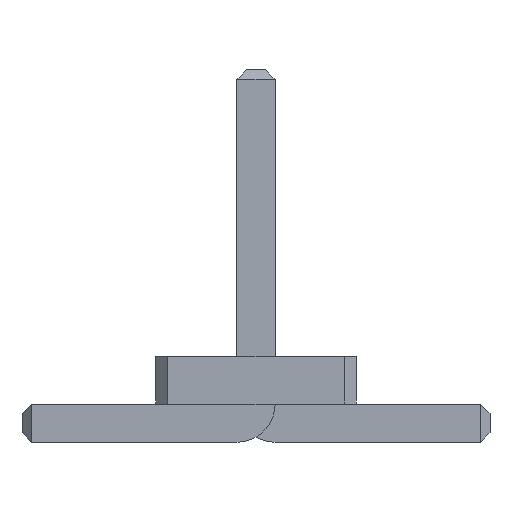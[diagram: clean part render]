
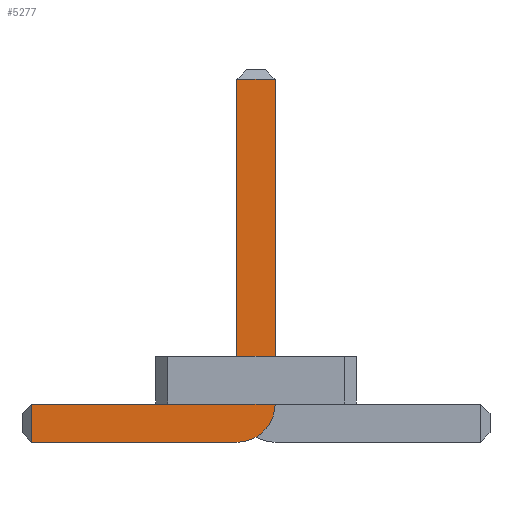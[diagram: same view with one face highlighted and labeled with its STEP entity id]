
A CAD part, front view. The second image highlights one B-rep face of the part: STEP entity #5277.
In plain terms, the highlighted planar face has unit normal (0, -1, 0).
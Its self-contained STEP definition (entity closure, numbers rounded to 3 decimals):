
#56=DIRECTION('',(0.,-1.,0.));
#67=DIRECTION('',(1.,0.,0.));
#1124=VECTOR('',#67,1.);
#1177=DIRECTION('',(-1.,0.,0.));
#2231=VECTOR('',#1177,1.);
#2401=DIRECTION('',(0.,0.,-1.));
#2420=VECTOR('',#2401,1.);
#5105=VECTOR('',#5106,1.);
#5106=DIRECTION('',(0.,0.,1.));
#5128=DIRECTION('',(0.,-1.,0.));
#5129=DIRECTION('',(-1.,0.,0.));
#5136=VERTEX_POINT('',#5137);
#5137=CARTESIAN_POINT('',(-2.35,-11.63,0.));
#5140=ORIENTED_EDGE('',*,*,#5141,.T.);
#5141=EDGE_CURVE('',#5136,#5142,#5144,.T.);
#5142=VERTEX_POINT('',#5143);
#5143=CARTESIAN_POINT('',(-0.2,-11.63,0.));
#5144=LINE('',#5145,#1124);
#5145=CARTESIAN_POINT('',(-2.45,-11.63,0.));
#5178=VERTEX_POINT('',#5179);
#5179=CARTESIAN_POINT('',(0.2,-11.63,0.4));
#5182=EDGE_CURVE('',#5142,#5178,#5183,.T.);
#5183=CIRCLE('',#5184,0.4);
#5184=AXIS2_PLACEMENT_3D('',#5185,#56,#2401);
#5185=CARTESIAN_POINT('',(-0.2,-11.63,0.4));
#5193=VERTEX_POINT('',#5185);
#5195=ORIENTED_EDGE('',*,*,#5196,.T.);
#5196=EDGE_CURVE('',#5193,#5197,#5199,.T.);
#5197=VERTEX_POINT('',#5198);
#5198=CARTESIAN_POINT('',(-2.35,-11.63,0.4));
#5199=LINE('',#5185,#2231);
#5209=ORIENTED_EDGE('',*,*,#5210,.T.);
#5210=EDGE_CURVE('',#5178,#5211,#5213,.T.);
#5211=VERTEX_POINT('',#5212);
#5212=CARTESIAN_POINT('',(0.2,-11.63,3.8));
#5213=LINE('',#5214,#5105);
#5214=CARTESIAN_POINT('',(0.2,-11.63,0.));
#5227=VERTEX_POINT('',#5228);
#5228=CARTESIAN_POINT('',(-0.2,-11.63,3.8));
#5230=ORIENTED_EDGE('',*,*,#5231,.T.);
#5231=EDGE_CURVE('',#5227,#5193,#5232,.T.);
#5232=LINE('',#5233,#2420);
#5233=CARTESIAN_POINT('',(-0.2,-11.63,3.9));
#5277=ADVANCED_FACE('',(#5278),#5287,.T.);
#5278=FACE_BOUND('',#5279,.T.);
#5279=EDGE_LOOP('',(#5140,#5280,#5209,#5281,#5230,#5195,#5284));
#5280=ORIENTED_EDGE('',*,*,#5182,.T.);
#5281=ORIENTED_EDGE('',*,*,#5282,.T.);
#5282=EDGE_CURVE('',#5211,#5227,#5283,.T.);
#5283=LINE('',#5212,#2231);
#5284=ORIENTED_EDGE('',*,*,#5285,.T.);
#5285=EDGE_CURVE('',#5197,#5136,#5286,.T.);
#5286=LINE('',#5198,#2420);
#5287=PLANE('',#5288);
#5288=AXIS2_PLACEMENT_3D('',#5289,#5128,#5129);
#5289=CARTESIAN_POINT('',(-0.524,-11.63,1.349));
